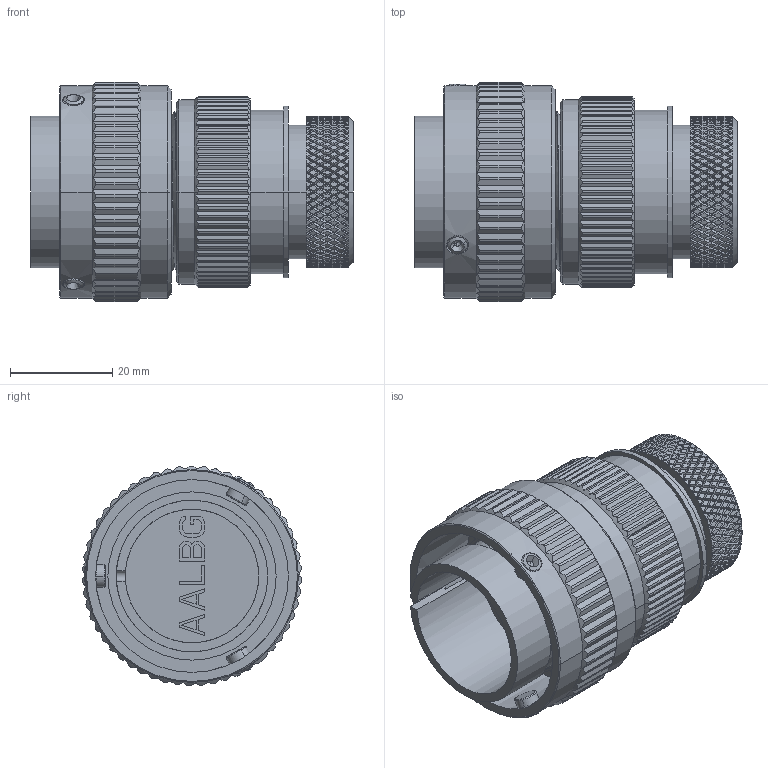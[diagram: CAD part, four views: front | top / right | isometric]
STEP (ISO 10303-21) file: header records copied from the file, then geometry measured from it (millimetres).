
FILE_DESCRIPTION((''),'2;1');
FILE_NAME('VG95234T-22_SW0001','2023-03-20T11:35:08',('paultorloting'),('NET AG system integration'),'CREO PARAMETRIC BY PTC INC, 2021404','CREO PARAMETRIC BY PTC INC, 2021404','');
FILE_SCHEMA(('AUTOMOTIVE_DESIGN { 1 0 10303 214 1 1 1 1 }'));
Products named in the file (1): VG95234T-22_SW0001
Bounding box: 63.1 x 42.96 x 42.98 mm (x, y, z)
Volume: 46804.6 mm3; surface area: 17662.9 mm2
Topology: 1 solids, 1 shells, 3459 faces, 7699 edges, 4271 vertices
Faces by surface type: plane 2796, cylinder 596, cone 54, bspline 7, torus 6
Entity records: 117095 total; most frequent: CARTESIAN_POINT 23853, ORIENTED_EDGE 15386, DIRECTION 12906, EDGE_CURVE 7693, VECTOR 4947, LINE 4947, VERTEX_POINT 4271, AXIS2_PLACEMENT_3D 3978
